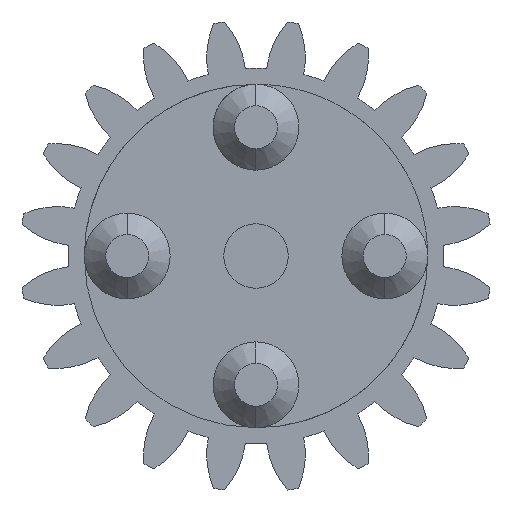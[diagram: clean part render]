
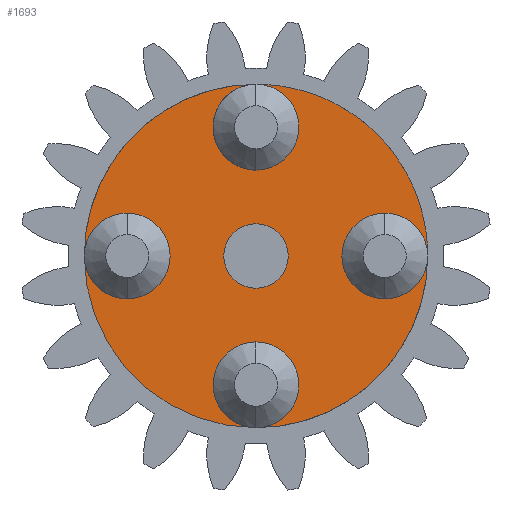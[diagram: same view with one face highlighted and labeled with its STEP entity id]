
A CAD part, left-side view. The second image highlights one B-rep face of the part: STEP entity #1693.
In plain terms, the highlighted planar face has unit normal (-1, 0, 0).
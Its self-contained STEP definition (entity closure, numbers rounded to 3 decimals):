
#54 = EDGE_CURVE ( 'NONE', #3629, #3362, #3486, .T. ) ;
#114 = CARTESIAN_POINT ( 'NONE',  ( -74., 0., 1.5 ) ) ;
#130 = CIRCLE ( 'NONE', #1823, 1.5 ) ;
#133 = AXIS2_PLACEMENT_3D ( 'NONE', #2936, #3847, #778 ) ;
#152 = DIRECTION ( 'NONE',  ( 0., 0., 1. ) ) ;
#161 = CARTESIAN_POINT ( 'NONE',  ( -74., 0., -6. ) ) ;
#167 = AXIS2_PLACEMENT_3D ( 'NONE', #573, #3126, #860 ) ;
#172 = ORIENTED_EDGE ( 'NONE', *, *, #1643, .T. ) ;
#204 = AXIS2_PLACEMENT_3D ( 'NONE', #1955, #1664, #2037 ) ;
#214 = CARTESIAN_POINT ( 'NONE',  ( -74., 0., 0. ) ) ;
#222 = CARTESIAN_POINT ( 'NONE',  ( -74., 0., 0. ) ) ;
#238 = AXIS2_PLACEMENT_3D ( 'NONE', #710, #774, #2650 ) ;
#241 = DIRECTION ( 'NONE',  ( -1., 0., 0. ) ) ;
#265 = EDGE_LOOP ( 'NONE', ( #3528, #2398 ) ) ;
#281 = DIRECTION ( 'NONE',  ( 0., 0., 1. ) ) ;
#283 = DIRECTION ( 'NONE',  ( 0., 0., 1. ) ) ;
#301 = CIRCLE ( 'NONE', #2324, 8. ) ;
#302 = EDGE_CURVE ( 'NONE', #3280, #707, #301, .T. ) ;
#349 = ORIENTED_EDGE ( 'NONE', *, *, #438, .F. ) ;
#371 = CARTESIAN_POINT ( 'NONE',  ( -74., 0., -4. ) ) ;
#374 = AXIS2_PLACEMENT_3D ( 'NONE', #161, #241, #1492 ) ;
#390 = EDGE_CURVE ( 'NONE', #3629, #788, #2394, .T. ) ;
#395 = DIRECTION ( 'NONE',  ( 0., 0., 1. ) ) ;
#438 = EDGE_CURVE ( 'NONE', #3242, #3629, #2133, .T. ) ;
#443 = AXIS2_PLACEMENT_3D ( 'NONE', #222, #3919, #3338 ) ;
#470 = CARTESIAN_POINT ( 'NONE',  ( -74., 0., 0. ) ) ;
#501 = CIRCLE ( 'NONE', #2781, 8. ) ;
#530 = VERTEX_POINT ( 'NONE', #634 ) ;
#533 = DIRECTION ( 'NONE',  ( -1., 0., 0. ) ) ;
#547 = CARTESIAN_POINT ( 'NONE',  ( -74., 6., 2. ) ) ;
#573 = CARTESIAN_POINT ( 'NONE',  ( -74., -6., 0. ) ) ;
#612 = EDGE_CURVE ( 'NONE', #530, #2987, #2712, .T. ) ;
#621 = AXIS2_PLACEMENT_3D ( 'NONE', #214, #1444, #1481 ) ;
#630 = CIRCLE ( 'NONE', #2210, 8. ) ;
#634 = CARTESIAN_POINT ( 'NONE',  ( -74., 6., -2. ) ) ;
#707 = VERTEX_POINT ( 'NONE', #2380 ) ;
#710 = CARTESIAN_POINT ( 'NONE',  ( -74., 6., 0. ) ) ;
#734 = ORIENTED_EDGE ( 'NONE', *, *, #2834, .F. ) ;
#770 = EDGE_LOOP ( 'NONE', ( #2009, #3955, #815, #172, #349, #1704, #2466, #1328, #3082, #1204, #1910, #2684, #942, #734 ) ) ;
#774 = DIRECTION ( 'NONE',  ( -1., 0., 0. ) ) ;
#778 = DIRECTION ( 'NONE',  ( 0., 0., 1. ) ) ;
#788 = VERTEX_POINT ( 'NONE', #3033 ) ;
#815 = ORIENTED_EDGE ( 'NONE', *, *, #3793, .F. ) ;
#821 = DIRECTION ( 'NONE',  ( 0., 0., 1. ) ) ;
#833 = DIRECTION ( 'NONE',  ( 0., 0., 1. ) ) ;
#844 = FACE_OUTER_BOUND ( 'NONE', #770, .T. ) ;
#860 = DIRECTION ( 'NONE',  ( 0., 0., 1. ) ) ;
#881 = DIRECTION ( 'NONE',  ( -1., 0., 0. ) ) ;
#942 = ORIENTED_EDGE ( 'NONE', *, *, #612, .F. ) ;
#1036 = AXIS2_PLACEMENT_3D ( 'NONE', #1340, #3190, #395 ) ;
#1204 = ORIENTED_EDGE ( 'NONE', *, *, #2952, .F. ) ;
#1210 = CARTESIAN_POINT ( 'NONE',  ( -74., -6., 0. ) ) ;
#1224 = CIRCLE ( 'NONE', #2654, 2. ) ;
#1277 = CARTESIAN_POINT ( 'NONE',  ( -74., 6., 0. ) ) ;
#1328 = ORIENTED_EDGE ( 'NONE', *, *, #390, .T. ) ;
#1340 = CARTESIAN_POINT ( 'NONE',  ( -74., 0., 6. ) ) ;
#1359 = CARTESIAN_POINT ( 'NONE',  ( -74., 0., -1.5 ) ) ;
#1382 = EDGE_CURVE ( 'NONE', #788, #3280, #630, .T. ) ;
#1444 = DIRECTION ( 'NONE',  ( -1., 0., 0. ) ) ;
#1466 = CARTESIAN_POINT ( 'NONE',  ( -74., 0., 0. ) ) ;
#1481 = DIRECTION ( 'NONE',  ( 0., 0., 1. ) ) ;
#1492 = DIRECTION ( 'NONE',  ( 0., 0., 1. ) ) ;
#1545 = DIRECTION ( 'NONE',  ( -1., 0., 0. ) ) ;
#1643 = EDGE_CURVE ( 'NONE', #707, #3629, #501, .T. ) ;
#1649 = CARTESIAN_POINT ( 'NONE',  ( -74., -6., 0. ) ) ;
#1664 = DIRECTION ( 'NONE',  ( -1., 0., 0. ) ) ;
#1686 = CIRCLE ( 'NONE', #374, 2. ) ;
#1693 = ADVANCED_FACE ( 'NONE', ( #3645, #844 ), #3972, .T. ) ;
#1696 = CIRCLE ( 'NONE', #1889, 2. ) ;
#1704 = ORIENTED_EDGE ( 'NONE', *, *, #2184, .F. ) ;
#1768 = EDGE_CURVE ( 'NONE', #3903, #707, #1686, .T. ) ;
#1770 = EDGE_CURVE ( 'NONE', #2987, #3280, #1224, .T. ) ;
#1780 = DIRECTION ( 'NONE',  ( 0., 0., 1. ) ) ;
#1823 = AXIS2_PLACEMENT_3D ( 'NONE', #3377, #3135, #4004 ) ;
#1889 = AXIS2_PLACEMENT_3D ( 'NONE', #1277, #2291, #2870 ) ;
#1896 = CIRCLE ( 'NONE', #133, 2. ) ;
#1910 = ORIENTED_EDGE ( 'NONE', *, *, #1382, .T. ) ;
#1953 = CIRCLE ( 'NONE', #1036, 2. ) ;
#1955 = CARTESIAN_POINT ( 'NONE',  ( -74., 0., -6. ) ) ;
#1962 = CARTESIAN_POINT ( 'NONE',  ( -74., -6., -2. ) ) ;
#1977 = DIRECTION ( 'NONE',  ( -1., 0., 0. ) ) ;
#2009 = ORIENTED_EDGE ( 'NONE', *, *, #302, .T. ) ;
#2037 = DIRECTION ( 'NONE',  ( 0., 0., 1. ) ) ;
#2100 = CARTESIAN_POINT ( 'NONE',  ( -74., 0., 0. ) ) ;
#2133 = CIRCLE ( 'NONE', #167, 2. ) ;
#2166 = CARTESIAN_POINT ( 'NONE',  ( -74., -6., 2. ) ) ;
#2184 = EDGE_CURVE ( 'NONE', #3362, #3242, #3173, .T. ) ;
#2210 = AXIS2_PLACEMENT_3D ( 'NONE', #3090, #1545, #283 ) ;
#2213 = CARTESIAN_POINT ( 'NONE',  ( -74., -8., 0. ) ) ;
#2258 = CARTESIAN_POINT ( 'NONE',  ( -74., 8., 0. ) ) ;
#2291 = DIRECTION ( 'NONE',  ( -1., 0., 0. ) ) ;
#2324 = AXIS2_PLACEMENT_3D ( 'NONE', #470, #3243, #152 ) ;
#2380 = CARTESIAN_POINT ( 'NONE',  ( -74., 0., -8. ) ) ;
#2394 = CIRCLE ( 'NONE', #621, 8. ) ;
#2398 = ORIENTED_EDGE ( 'NONE', *, *, #2622, .F. ) ;
#2408 = AXIS2_PLACEMENT_3D ( 'NONE', #2100, #533, #1780 ) ;
#2435 = CIRCLE ( 'NONE', #204, 2. ) ;
#2466 = ORIENTED_EDGE ( 'NONE', *, *, #54, .F. ) ;
#2622 = EDGE_CURVE ( 'NONE', #3386, #2822, #3442, .T. ) ;
#2650 = DIRECTION ( 'NONE',  ( 0., 0., 1. ) ) ;
#2654 = AXIS2_PLACEMENT_3D ( 'NONE', #3356, #3014, #833 ) ;
#2684 = ORIENTED_EDGE ( 'NONE', *, *, #1770, .F. ) ;
#2712 = CIRCLE ( 'NONE', #238, 2. ) ;
#2740 = EDGE_CURVE ( 'NONE', #2822, #3386, #130, .T. ) ;
#2746 = VERTEX_POINT ( 'NONE', #3075 ) ;
#2781 = AXIS2_PLACEMENT_3D ( 'NONE', #1466, #2983, #821 ) ;
#2818 = EDGE_CURVE ( 'NONE', #2746, #788, #1953, .T. ) ;
#2822 = VERTEX_POINT ( 'NONE', #114 ) ;
#2834 = EDGE_CURVE ( 'NONE', #3280, #530, #1696, .T. ) ;
#2856 = AXIS2_PLACEMENT_3D ( 'NONE', #1649, #1977, #3212 ) ;
#2870 = DIRECTION ( 'NONE',  ( 0., 0., 1. ) ) ;
#2936 = CARTESIAN_POINT ( 'NONE',  ( -74., 0., 6. ) ) ;
#2952 = EDGE_CURVE ( 'NONE', #788, #2746, #1896, .T. ) ;
#2969 = AXIS2_PLACEMENT_3D ( 'NONE', #1210, #881, #281 ) ;
#2983 = DIRECTION ( 'NONE',  ( -1., 0., 0. ) ) ;
#2987 = VERTEX_POINT ( 'NONE', #547 ) ;
#3014 = DIRECTION ( 'NONE',  ( -1., 0., 0. ) ) ;
#3033 = CARTESIAN_POINT ( 'NONE',  ( -74., 0., 8. ) ) ;
#3075 = CARTESIAN_POINT ( 'NONE',  ( -74., 0., 4. ) ) ;
#3082 = ORIENTED_EDGE ( 'NONE', *, *, #2818, .F. ) ;
#3090 = CARTESIAN_POINT ( 'NONE',  ( -74., 0., 0. ) ) ;
#3126 = DIRECTION ( 'NONE',  ( -1., 0., 0. ) ) ;
#3135 = DIRECTION ( 'NONE',  ( -1., 0., 0. ) ) ;
#3173 = CIRCLE ( 'NONE', #2856, 2. ) ;
#3190 = DIRECTION ( 'NONE',  ( -1., 0., 0. ) ) ;
#3212 = DIRECTION ( 'NONE',  ( 0., 0., 1. ) ) ;
#3242 = VERTEX_POINT ( 'NONE', #1962 ) ;
#3243 = DIRECTION ( 'NONE',  ( -1., 0., 0. ) ) ;
#3280 = VERTEX_POINT ( 'NONE', #2258 ) ;
#3338 = DIRECTION ( 'NONE',  ( 0., 0., 1. ) ) ;
#3356 = CARTESIAN_POINT ( 'NONE',  ( -74., 6., 0. ) ) ;
#3362 = VERTEX_POINT ( 'NONE', #2166 ) ;
#3377 = CARTESIAN_POINT ( 'NONE',  ( -74., 0., 0. ) ) ;
#3386 = VERTEX_POINT ( 'NONE', #1359 ) ;
#3442 = CIRCLE ( 'NONE', #443, 1.5 ) ;
#3486 = CIRCLE ( 'NONE', #2969, 2. ) ;
#3528 = ORIENTED_EDGE ( 'NONE', *, *, #2740, .F. ) ;
#3629 = VERTEX_POINT ( 'NONE', #2213 ) ;
#3645 = FACE_BOUND ( 'NONE', #265, .T. ) ;
#3793 = EDGE_CURVE ( 'NONE', #707, #3903, #2435, .T. ) ;
#3847 = DIRECTION ( 'NONE',  ( -1., 0., 0. ) ) ;
#3903 = VERTEX_POINT ( 'NONE', #371 ) ;
#3919 = DIRECTION ( 'NONE',  ( -1., 0., 0. ) ) ;
#3955 = ORIENTED_EDGE ( 'NONE', *, *, #1768, .F. ) ;
#3972 = PLANE ( 'NONE',  #2408 ) ;
#4004 = DIRECTION ( 'NONE',  ( 0., 0., 1. ) ) ;
